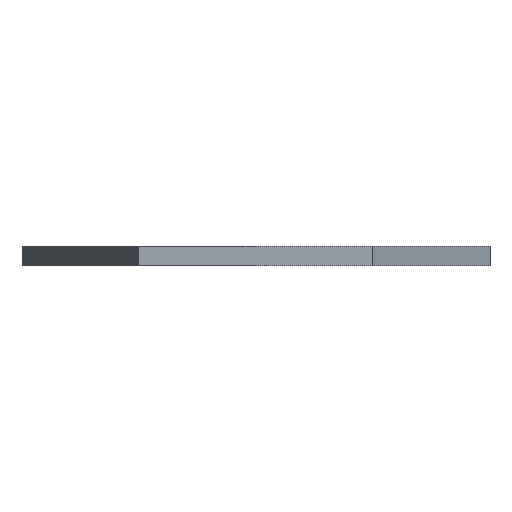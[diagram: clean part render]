
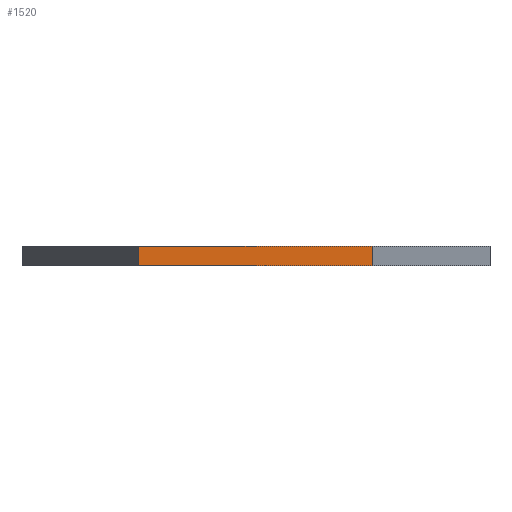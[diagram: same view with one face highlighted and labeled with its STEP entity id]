
A CAD part, left-side view. The second image highlights one B-rep face of the part: STEP entity #1520.
In plain terms, the highlighted planar face has unit normal (-1, 0, 0).
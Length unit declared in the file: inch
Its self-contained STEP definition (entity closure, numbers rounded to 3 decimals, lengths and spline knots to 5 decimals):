
#1457=CARTESIAN_POINT('',(-3.75,0.75,0.25));
#1458=VERTEX_POINT('',#1457);
#1465=CARTESIAN_POINT('',(-3.75,0.75,0.0));
#1466=VERTEX_POINT('',#1465);
#1467=CARTESIAN_POINT('',(-3.75,0.75,0.0));
#1468=DIRECTION('',(0.0,0.0,1.0));
#1469=VECTOR('',#1468,0.25);
#1470=LINE('',#1467,#1469);
#1471=EDGE_CURVE('',#1466,#1458,#1470,.T.);
#1490=CARTESIAN_POINT('',(-3.75,0.75,0.0));
#1491=DIRECTION('',(-1.0,0.0,0.0));
#1492=DIRECTION('',(0.0,0.0,1.0));
#1493=AXIS2_PLACEMENT_3D('',#1490,#1491,#1492);
#1494=PLANE('',#1493);
#1495=CARTESIAN_POINT('',(-3.75,3.75,0.25));
#1496=VERTEX_POINT('',#1495);
#1497=CARTESIAN_POINT('',(-3.75,0.75,0.25));
#1498=DIRECTION('',(0.0,1.0,0.0));
#1499=VECTOR('',#1498,3.0);
#1500=LINE('',#1497,#1499);
#1501=EDGE_CURVE('',#1458,#1496,#1500,.T.);
#1502=ORIENTED_EDGE('',*,*,#1501,.T.);
#1503=CARTESIAN_POINT('',(-3.75,3.75,0.0));
#1504=VERTEX_POINT('',#1503);
#1505=CARTESIAN_POINT('',(-3.75,3.75,0.0));
#1506=DIRECTION('',(0.0,0.0,1.0));
#1507=VECTOR('',#1506,0.25);
#1508=LINE('',#1505,#1507);
#1509=EDGE_CURVE('',#1504,#1496,#1508,.T.);
#1510=ORIENTED_EDGE('',*,*,#1509,.F.);
#1511=CARTESIAN_POINT('',(-3.75,3.75,0.0));
#1512=DIRECTION('',(0.0,-1.0,0.0));
#1513=VECTOR('',#1512,3.0);
#1514=LINE('',#1511,#1513);
#1515=EDGE_CURVE('',#1504,#1466,#1514,.T.);
#1516=ORIENTED_EDGE('',*,*,#1515,.T.);
#1517=ORIENTED_EDGE('',*,*,#1471,.T.);
#1518=EDGE_LOOP('',(#1502,#1510,#1516,#1517));
#1519=FACE_OUTER_BOUND('',#1518,.T.);
#1520=ADVANCED_FACE('',(#1519),#1494,.T.);
